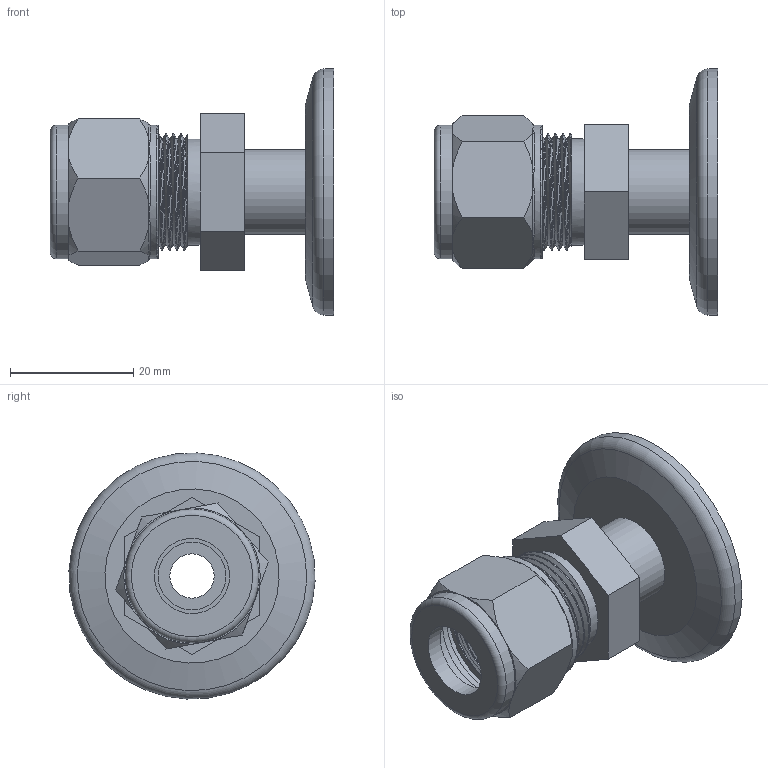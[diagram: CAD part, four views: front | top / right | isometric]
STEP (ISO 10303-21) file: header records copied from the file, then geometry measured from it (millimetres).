
FILE_DESCRIPTION (( 'STEP AP214' ), '1' );
FILE_NAME ('1KF25DB12FULLVAC.STEP', '2025-06-26T15:33:21', ( '' ), ( '' ), 'SwSTEP 2.0', 'SolidWorks 2017', '' );
FILE_SCHEMA (( 'AUTOMOTIVE_DESIGN' ));
Length unit declared in the file: millimetre
Products named in the file (1): 1KF25DB12FULLVAC
Bounding box: 46 x 39.96 x 39.96 mm (x, y, z)
Surface area: 9046.6 mm2 (no closed solid volume)
Topology: 0 solids, 5 shells, 87 faces, 214 edges, 139 vertices
Faces by surface type: plane 31, bspline 16, cylinder 15, cone 15, torus 10
Full cylindrical faces by diameter (mm): 7.2 x1, 11 x1, 12.2 x1, 13.7 x2, 16.52 x1, 17.24 x1, 17.9 x1, 19.5 x1, 20 x1, 21.7 x2, 26.2 x1, 40 x1
Entity records: 9111 total; most frequent: CARTESIAN_POINT 6343, ORIENTED_EDGE 354, DIRECTION 337, EDGE_CURVE 188, AXIS2_PLACEMENT_3D 143, VERTEX_POINT 134, EDGE_LOOP 121, FACE_OUTER_BOUND 105
